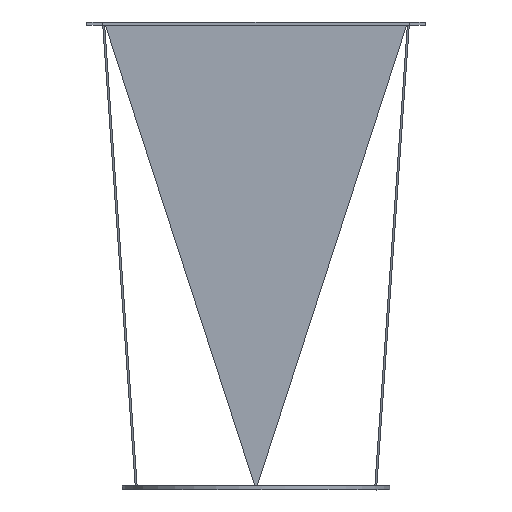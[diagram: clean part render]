
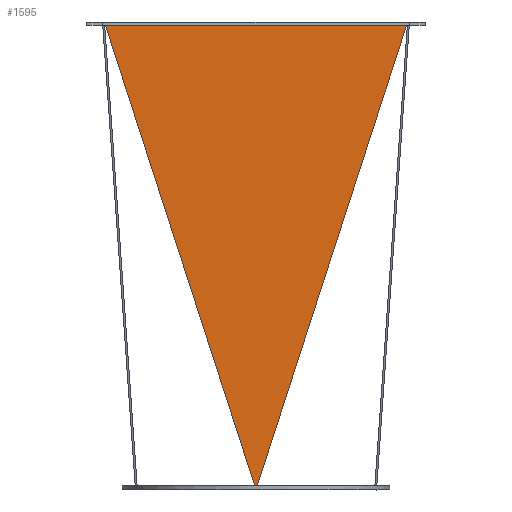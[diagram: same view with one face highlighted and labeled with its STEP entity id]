
A CAD part, front view. The second image highlights one B-rep face of the part: STEP entity #1595.
In plain terms, the highlighted face is planar.
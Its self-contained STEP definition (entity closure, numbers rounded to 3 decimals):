
#86 = CARTESIAN_POINT ( 'NONE',  ( 2300., 0., 0. ) ) ;
#270 = CARTESIAN_POINT ( 'NONE',  ( 0., 0., 0. ) ) ;
#594 = ORIENTED_EDGE ( 'NONE', *, *, #3091, .F. ) ;
#621 = CARTESIAN_POINT ( 'NONE',  ( 1150., 3550., 0. ) ) ;
#671 = CARTESIAN_POINT ( 'NONE',  ( 2300., 0., 0. ) ) ;
#714 = DIRECTION ( 'NONE',  ( -0.308, -0.951, 0. ) ) ;
#860 = FACE_OUTER_BOUND ( 'NONE', #3333, .T. ) ;
#885 = VECTOR ( 'NONE', #714, 1000. ) ;
#898 = VECTOR ( 'NONE', #1063, 1000. ) ;
#941 = DIRECTION ( 'NONE',  ( 0., 0., 1. ) ) ;
#1063 = DIRECTION ( 'NONE',  ( 1., 0., 0. ) ) ;
#1248 = DIRECTION ( 'NONE',  ( -0.308, 0.951, 0. ) ) ;
#1315 = EDGE_CURVE ( 'NONE', #1352, #3040, #2932, .T. ) ;
#1352 = VERTEX_POINT ( 'NONE', #270 ) ;
#1595 = ADVANCED_FACE ( 'NONE', ( #860 ), #2027, .F. ) ;
#1659 = VECTOR ( 'NONE', #1248, 1000. ) ;
#1748 = LINE ( 'NONE', #86, #1659 ) ;
#2027 = PLANE ( 'NONE',  #2700 ) ;
#2216 = VERTEX_POINT ( 'NONE', #621 ) ;
#2369 = CARTESIAN_POINT ( 'NONE',  ( 1150., 3550., 0. ) ) ;
#2452 = LINE ( 'NONE', #2369, #885 ) ;
#2700 = AXIS2_PLACEMENT_3D ( 'NONE', #3401, #941, #2867 ) ;
#2752 = EDGE_CURVE ( 'NONE', #2216, #1352, #2452, .T. ) ;
#2816 = ORIENTED_EDGE ( 'NONE', *, *, #1315, .F. ) ;
#2867 = DIRECTION ( 'NONE',  ( 1., 0., 0. ) ) ;
#2932 = LINE ( 'NONE', #2984, #898 ) ;
#2984 = CARTESIAN_POINT ( 'NONE',  ( 0., 0., 0. ) ) ;
#3040 = VERTEX_POINT ( 'NONE', #671 ) ;
#3091 = EDGE_CURVE ( 'NONE', #3040, #2216, #1748, .T. ) ;
#3118 = ORIENTED_EDGE ( 'NONE', *, *, #2752, .F. ) ;
#3333 = EDGE_LOOP ( 'NONE', ( #3118, #594, #2816 ) ) ;
#3401 = CARTESIAN_POINT ( 'NONE',  ( 0., 0., 0. ) ) ;
